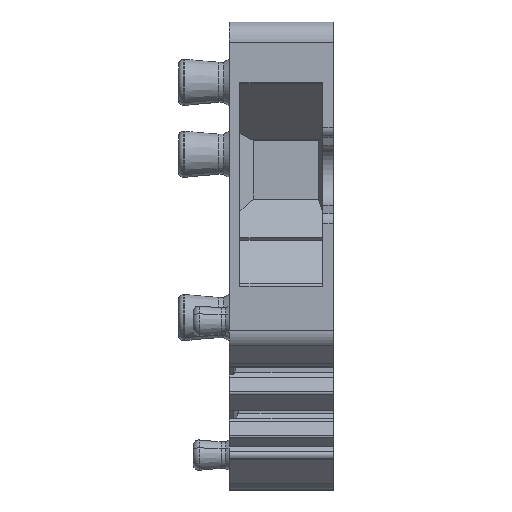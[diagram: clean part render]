
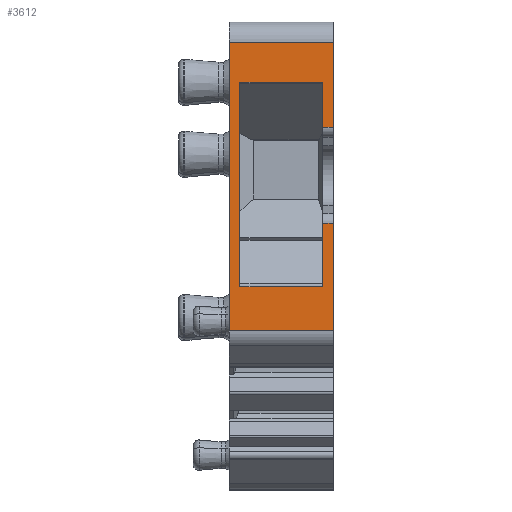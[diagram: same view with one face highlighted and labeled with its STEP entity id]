
A CAD part, top view. The second image highlights one B-rep face of the part: STEP entity #3612.
In plain terms, the highlighted planar face has unit normal (0, 0, 1).
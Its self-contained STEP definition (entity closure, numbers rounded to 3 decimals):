
#3528=AXIS2_PLACEMENT_3D('Plane Axis2P3D',#3525,#3526,#3527) ;
#1611=CARTESIAN_POINT('Vertex',(2.475,7.764,41.)) ;
#1614=CARTESIAN_POINT('Line Origine',(2.475,14.832,41.)) ;
#1618=CARTESIAN_POINT('Vertex',(2.475,21.9,41.)) ;
#3506=CARTESIAN_POINT('Line Origine',(5.025,21.9,41.)) ;
#3510=CARTESIAN_POINT('Vertex',(7.575,21.9,41.)) ;
#3525=CARTESIAN_POINT('Axis2P3D Location',(5.375,7.764,41.)) ;
#3530=CARTESIAN_POINT('Line Origine',(7.312,17.753,41.)) ;
#3534=CARTESIAN_POINT('Vertex',(7.05,17.753,41.)) ;
#3536=CARTESIAN_POINT('Vertex',(7.575,17.753,41.)) ;
#3539=CARTESIAN_POINT('Line Origine',(7.575,19.826,41.)) ;
#3544=CARTESIAN_POINT('Line Origine',(5.025,7.764,41.)) ;
#3548=CARTESIAN_POINT('Vertex',(7.575,7.764,41.)) ;
#3551=CARTESIAN_POINT('Line Origine',(7.575,10.406,41.)) ;
#3555=CARTESIAN_POINT('Vertex',(7.575,13.047,41.)) ;
#3558=CARTESIAN_POINT('Line Origine',(7.312,13.047,41.)) ;
#3562=CARTESIAN_POINT('Vertex',(7.05,13.047,41.)) ;
#3565=CARTESIAN_POINT('Line Origine',(7.05,11.483,41.)) ;
#3569=CARTESIAN_POINT('Vertex',(7.05,9.919,41.)) ;
#3572=CARTESIAN_POINT('Line Origine',(5.025,9.919,41.)) ;
#3576=CARTESIAN_POINT('Vertex',(3.,9.919,41.)) ;
#3579=CARTESIAN_POINT('Line Origine',(3.,14.931,41.)) ;
#3583=CARTESIAN_POINT('Vertex',(3.,19.943,41.)) ;
#3586=CARTESIAN_POINT('Line Origine',(5.025,19.943,41.)) ;
#3590=CARTESIAN_POINT('Vertex',(7.05,19.943,41.)) ;
#3593=CARTESIAN_POINT('Line Origine',(7.05,18.848,41.)) ;
#1615=DIRECTION('Vector Direction',(0.,1.,0.)) ;
#3507=DIRECTION('Vector Direction',(1.,0.,0.)) ;
#3526=DIRECTION('Axis2P3D Direction',(0.,0.,-1.)) ;
#3527=DIRECTION('Axis2P3D XDirection',(0.,1.,0.)) ;
#3531=DIRECTION('Vector Direction',(1.,0.,0.)) ;
#3540=DIRECTION('Vector Direction',(0.,1.,0.)) ;
#3545=DIRECTION('Vector Direction',(1.,0.,0.)) ;
#3552=DIRECTION('Vector Direction',(0.,1.,0.)) ;
#3559=DIRECTION('Vector Direction',(1.,0.,0.)) ;
#3566=DIRECTION('Vector Direction',(0.,1.,0.)) ;
#3573=DIRECTION('Vector Direction',(-1.,0.,0.)) ;
#3580=DIRECTION('Vector Direction',(0.,1.,0.)) ;
#3587=DIRECTION('Vector Direction',(-1.,0.,0.)) ;
#3594=DIRECTION('Vector Direction',(0.,1.,0.)) ;
#1616=VECTOR('Line Direction',#1615,1.) ;
#3508=VECTOR('Line Direction',#3507,1.) ;
#3532=VECTOR('Line Direction',#3531,1.) ;
#3541=VECTOR('Line Direction',#3540,1.) ;
#3546=VECTOR('Line Direction',#3545,1.) ;
#3553=VECTOR('Line Direction',#3552,1.) ;
#3560=VECTOR('Line Direction',#3559,1.) ;
#3567=VECTOR('Line Direction',#3566,1.) ;
#3574=VECTOR('Line Direction',#3573,1.) ;
#3581=VECTOR('Line Direction',#3580,1.) ;
#3588=VECTOR('Line Direction',#3587,1.) ;
#3595=VECTOR('Line Direction',#3594,1.) ;
#3599=ORIENTED_EDGE('',*,*,#3538,.T.) ;
#3600=ORIENTED_EDGE('',*,*,#3543,.F.) ;
#3601=ORIENTED_EDGE('',*,*,#3512,.F.) ;
#3602=ORIENTED_EDGE('',*,*,#1620,.T.) ;
#3603=ORIENTED_EDGE('',*,*,#3550,.T.) ;
#3604=ORIENTED_EDGE('',*,*,#3557,.F.) ;
#3605=ORIENTED_EDGE('',*,*,#3564,.F.) ;
#3606=ORIENTED_EDGE('',*,*,#3571,.F.) ;
#3607=ORIENTED_EDGE('',*,*,#3578,.T.) ;
#3608=ORIENTED_EDGE('',*,*,#3585,.T.) ;
#3609=ORIENTED_EDGE('',*,*,#3592,.F.) ;
#3610=ORIENTED_EDGE('',*,*,#3597,.F.) ;
#3612=ADVANCED_FACE('GH WP2.5/1AN ZA.1\\Koerper.2',(#3611),#3529,.F.) ;
#1620=EDGE_CURVE('',#1619,#1612,#1617,.F.) ;
#3512=EDGE_CURVE('',#1619,#3511,#3509,.T.) ;
#3538=EDGE_CURVE('',#3535,#3537,#3533,.T.) ;
#3543=EDGE_CURVE('',#3511,#3537,#3542,.F.) ;
#3550=EDGE_CURVE('',#1612,#3549,#3547,.T.) ;
#3557=EDGE_CURVE('',#3556,#3549,#3554,.F.) ;
#3564=EDGE_CURVE('',#3563,#3556,#3561,.T.) ;
#3571=EDGE_CURVE('',#3570,#3563,#3568,.T.) ;
#3578=EDGE_CURVE('',#3570,#3577,#3575,.T.) ;
#3585=EDGE_CURVE('',#3577,#3584,#3582,.T.) ;
#3592=EDGE_CURVE('',#3591,#3584,#3589,.T.) ;
#3597=EDGE_CURVE('',#3535,#3591,#3596,.T.) ;
#3598=EDGE_LOOP('',(#3599,#3600,#3601,#3602,#3603,#3604,#3605,#3606,#3607,#3608,#3609,#3610)) ;
#3611=FACE_OUTER_BOUND('',#3598,.T.) ;
#1617=LINE('Line',#1614,#1616) ;
#3509=LINE('Line',#3506,#3508) ;
#3533=LINE('Line',#3530,#3532) ;
#3542=LINE('Line',#3539,#3541) ;
#3547=LINE('Line',#3544,#3546) ;
#3554=LINE('Line',#3551,#3553) ;
#3561=LINE('Line',#3558,#3560) ;
#3568=LINE('Line',#3565,#3567) ;
#3575=LINE('Line',#3572,#3574) ;
#3582=LINE('Line',#3579,#3581) ;
#3589=LINE('Line',#3586,#3588) ;
#3596=LINE('Line',#3593,#3595) ;
#3529=PLANE('',#3528) ;
#1612=VERTEX_POINT('',#1611) ;
#1619=VERTEX_POINT('',#1618) ;
#3511=VERTEX_POINT('',#3510) ;
#3535=VERTEX_POINT('',#3534) ;
#3537=VERTEX_POINT('',#3536) ;
#3549=VERTEX_POINT('',#3548) ;
#3556=VERTEX_POINT('',#3555) ;
#3563=VERTEX_POINT('',#3562) ;
#3570=VERTEX_POINT('',#3569) ;
#3577=VERTEX_POINT('',#3576) ;
#3584=VERTEX_POINT('',#3583) ;
#3591=VERTEX_POINT('',#3590) ;
